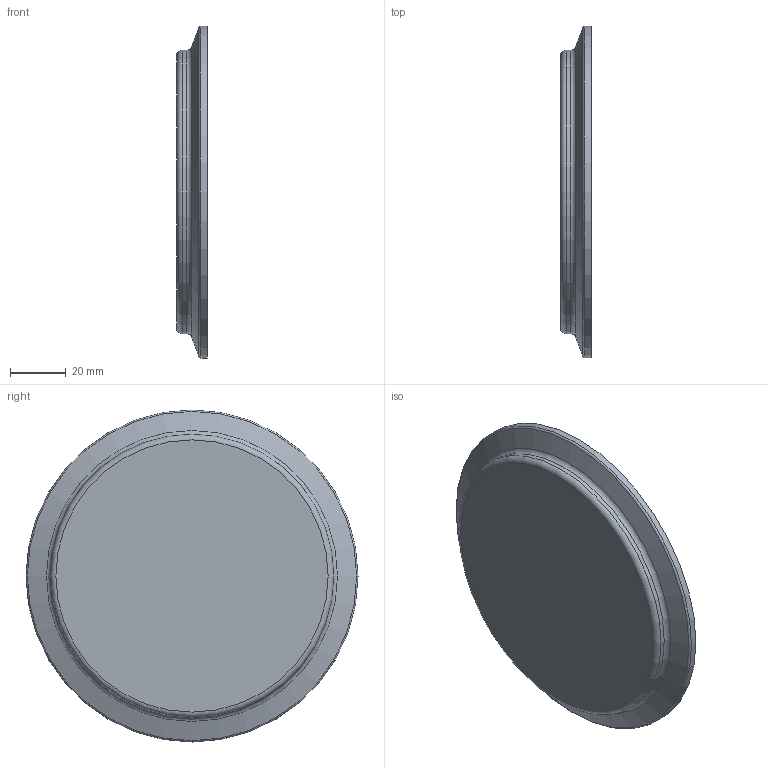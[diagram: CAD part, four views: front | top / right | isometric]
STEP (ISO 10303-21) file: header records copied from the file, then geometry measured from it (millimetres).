
FILE_DESCRIPTION(/* description */ (''),/* implementation_level */ '2;1');
FILE_NAME(/* name */ '16AMD(11) 40.stp',/* time_stamp */ '2022-04-12T09:23:15+09:00',/* author */ ('3dcad-eng'),/* organization */ (''),/* preprocessor_version */ 'ST-DEVELOPER v18.1',/* originating_system */ 'Autodesk Inventor 2022',/* authorisation */ '');
FILE_SCHEMA (('AUTOMOTIVE_DESIGN { 1 0 10303 214 3 1 1 }'));
Length unit declared in the file: millimetre
Products named in the file (1): 16AMD 40
Bounding box: 11 x 119 x 119 mm (x, y, z)
Volume: 101030.6 mm3; surface area: 25170 mm2
Topology: 1 solids, 1 shells, 14 faces, 33 edges, 22 vertices
Faces by surface type: torus 6, cone 3, plane 3, cylinder 2
Full cylindrical faces by diameter (mm): 101.6 x1, 119 x1
Entity records: 466 total; most frequent: DIRECTION 91, CARTESIAN_POINT 70, ORIENTED_EDGE 66, AXIS2_PLACEMENT_3D 43, EDGE_CURVE 33, CIRCLE 28, VERTEX_POINT 22, EDGE_LOOP 15
